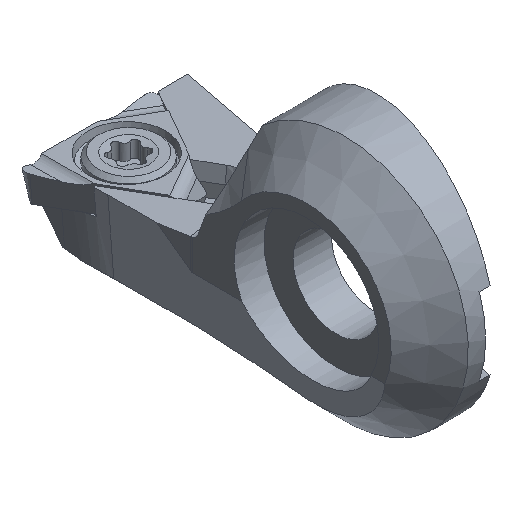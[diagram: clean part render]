
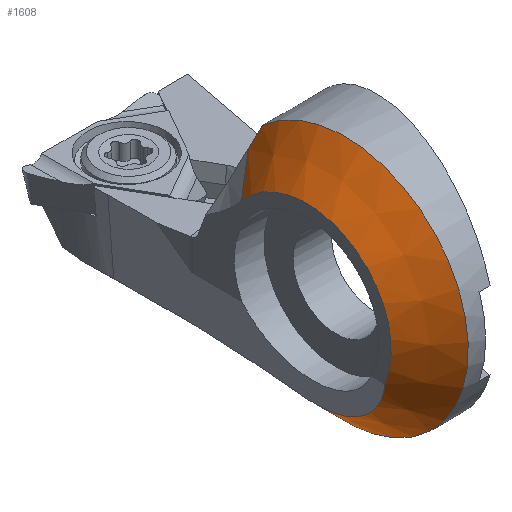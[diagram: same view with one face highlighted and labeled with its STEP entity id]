
A CAD part, isometric view. The second image highlights one B-rep face of the part: STEP entity #1608.
In plain terms, the highlighted conical face has half-angle 45 degrees and reference radius 6.4 mm.
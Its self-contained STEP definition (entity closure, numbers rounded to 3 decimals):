
#79 = CARTESIAN_POINT ( 'NONE',  ( -1.55, 4.278, 4.76 ) ) ;
#104 = ORIENTED_EDGE ( 'NONE', *, *, #194, .T. ) ;
#114 = CARTESIAN_POINT ( 'NONE',  ( -1.724, 4.362, 4.451 ) ) ;
#163 = B_SPLINE_CURVE_WITH_KNOTS ( 'NONE', 3,
 ( #1801, #351, #114, #1387 ),
 .UNSPECIFIED., .F., .F.,
 ( 4, 4 ),
 ( 0.001, 0.002 ),
 .UNSPECIFIED. ) ;
#194 = EDGE_CURVE ( 'NONE', #296, #2605, #1578, .T. ) ;
#277 = CARTESIAN_POINT ( 'NONE',  ( -3.55, 3.371, 2.828 ) ) ;
#283 = CARTESIAN_POINT ( 'NONE',  ( -2.958, -1.71, -5.199 ) ) ;
#296 = VERTEX_POINT ( 'NONE', #641 ) ;
#298 = EDGE_LOOP ( 'NONE', ( #2015, #1135, #2366, #1399, #104, #1014 ) ) ;
#341 =( BOUNDED_CURVE ( )  B_SPLINE_CURVE ( 3, ( #483, #283, #1562, #1772 ),
 .UNSPECIFIED., .F., .T. ) 
 B_SPLINE_CURVE_WITH_KNOTS ( ( 4, 4 ),
 ( 6.159, 7.623 ),
 .UNSPECIFIED. ) 
 CURVE ( )  GEOMETRIC_REPRESENTATION_ITEM ( )  RATIONAL_B_SPLINE_CURVE ( ( 1., 0.829, 0.829, 1. ) ) 
 REPRESENTATION_ITEM ( '' )  );
#351 = CARTESIAN_POINT ( 'NONE',  ( -1.883, 4.45, 4.136 ) ) ;
#364 = CARTESIAN_POINT ( 'NONE',  ( -1.55, 0., 0. ) ) ;
#397 = EDGE_CURVE ( 'NONE', #2120, #2252, #341, .T. ) ;
#398 = DIRECTION ( 'NONE',  ( -1., 0., 0. ) ) ;
#458 = CARTESIAN_POINT ( 'NONE',  ( -3.55, 0., 0. ) ) ;
#461 = EDGE_CURVE ( 'NONE', #296, #2120, #2141, .T. ) ;
#483 = CARTESIAN_POINT ( 'NONE',  ( -3.005, 0.517, -4.918 ) ) ;
#484 = EDGE_CURVE ( 'NONE', #2468, #2605, #163, .T. ) ;
#582 = CARTESIAN_POINT ( 'NONE',  ( -1.55, 0., 0. ) ) ;
#612 = CARTESIAN_POINT ( 'NONE',  ( -3.55, 3.371, 2.828 ) ) ;
#641 = CARTESIAN_POINT ( 'NONE',  ( -1.55, 0.669, -6.365 ) ) ;
#670 = VERTEX_POINT ( 'NONE', #612 ) ;
#862 = EDGE_CURVE ( 'NONE', #2252, #670, #1715, .T. ) ;
#876 = CARTESIAN_POINT ( 'NONE',  ( -3.55, -4.066, -1.682 ) ) ;
#919 = DIRECTION ( 'NONE',  ( -1., 0., 0. ) ) ;
#1014 = ORIENTED_EDGE ( 'NONE', *, *, #484, .F. ) ;
#1135 = ORIENTED_EDGE ( 'NONE', *, *, #862, .F. ) ;
#1155 = AXIS2_PLACEMENT_3D ( 'NONE', #364, #398, #1875 ) ;
#1387 = CARTESIAN_POINT ( 'NONE',  ( -1.55, 4.278, 4.76 ) ) ;
#1399 = ORIENTED_EDGE ( 'NONE', *, *, #461, .F. ) ;
#1418 = DIRECTION ( 'NONE',  ( 0., 0., -1. ) ) ;
#1562 = CARTESIAN_POINT ( 'NONE',  ( -3.177, -3.553, -3.899 ) ) ;
#1578 = CIRCLE ( 'NONE', #1155, 6.4 ) ;
#1587 = VECTOR ( 'NONE', #1750, 1000. ) ;
#1608 = ADVANCED_FACE ( 'NONE', ( #1741 ), #1640, .T. ) ;
#1640 = CONICAL_SURFACE ( 'NONE', #1716, 6.4, 0.785 ) ;
#1715 = CIRCLE ( 'NONE', #1939, 4.4 ) ;
#1716 = AXIS2_PLACEMENT_3D ( 'NONE', #582, #2266, #1418 ) ;
#1741 = FACE_OUTER_BOUND ( 'NONE', #298, .T. ) ;
#1750 = DIRECTION ( 'NONE',  ( -0.707, -0.542, -0.455 ) ) ;
#1772 = CARTESIAN_POINT ( 'NONE',  ( -3.55, -4.066, -1.682 ) ) ;
#1801 = CARTESIAN_POINT ( 'NONE',  ( -2.016, 4.545, 3.814 ) ) ;
#1843 = VECTOR ( 'NONE', #2427, 1000. ) ;
#1863 = CARTESIAN_POINT ( 'NONE',  ( -3.005, 0.517, -4.918 ) ) ;
#1875 = DIRECTION ( 'NONE',  ( 0., 0.105, -0.995 ) ) ;
#1936 = DIRECTION ( 'NONE',  ( 0., 0.105, -0.995 ) ) ;
#1939 = AXIS2_PLACEMENT_3D ( 'NONE', #458, #919, #1936 ) ;
#2015 = ORIENTED_EDGE ( 'NONE', *, *, #2694, .T. ) ;
#2120 = VERTEX_POINT ( 'NONE', #1863 ) ;
#2141 = LINE ( 'NONE', #2437, #1843 ) ;
#2210 = LINE ( 'NONE', #277, #1587 ) ;
#2252 = VERTEX_POINT ( 'NONE', #876 ) ;
#2266 = DIRECTION ( 'NONE',  ( 1., 0., 0. ) ) ;
#2366 = ORIENTED_EDGE ( 'NONE', *, *, #397, .F. ) ;
#2427 = DIRECTION ( 'NONE',  ( -0.707, -0.074, 0.703 ) ) ;
#2437 = CARTESIAN_POINT ( 'NONE',  ( -3.55, 0.46, -4.376 ) ) ;
#2468 = VERTEX_POINT ( 'NONE', #2542 ) ;
#2542 = CARTESIAN_POINT ( 'NONE',  ( -2.016, 4.545, 3.814 ) ) ;
#2605 = VERTEX_POINT ( 'NONE', #79 ) ;
#2694 = EDGE_CURVE ( 'NONE', #2468, #670, #2210, .T. ) ;
